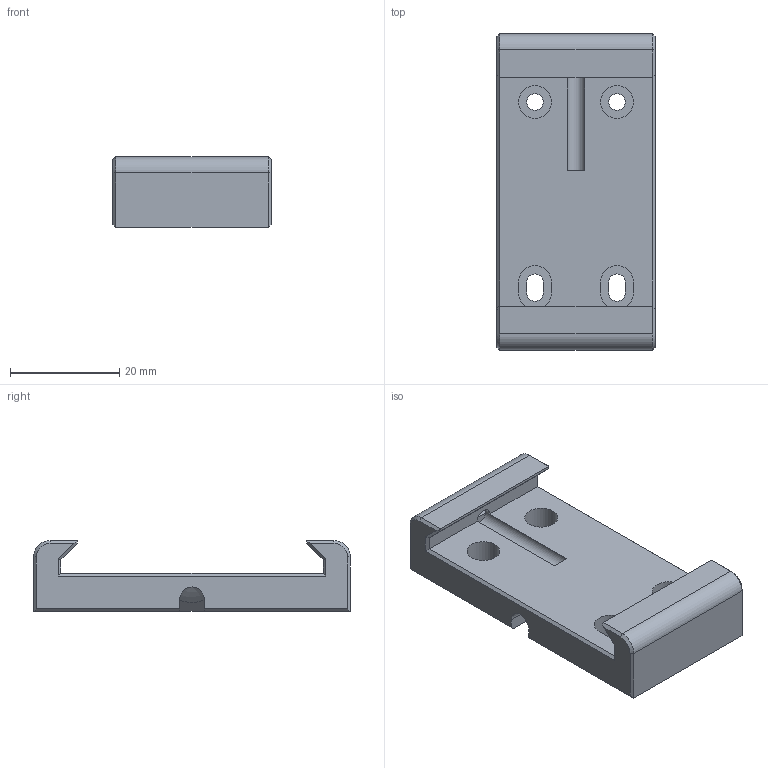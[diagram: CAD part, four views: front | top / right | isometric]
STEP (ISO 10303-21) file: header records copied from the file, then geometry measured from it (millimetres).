
FILE_DESCRIPTION(/* description */ (''),/* implementation_level */ '2;1');
FILE_NAME(/* name */ 'OBS-M-001 v16.step',/* time_stamp */ '2020-09-28T23:42:42+02:00',/* author */ (''),/* organization */ (''),/* preprocessor_version */ 'ST-DEVELOPER v18.1',/* originating_system */ 'Autodesk Translation Framework v9.3.0.1241',/* authorisation */ '');
FILE_SCHEMA (('AUTOMOTIVE_DESIGN { 1 0 10303 214 3 1 1 }'));
Length unit declared in the file: millimetre
Products named in the file (1): OBS-M-001
Bounding box: 29 x 58 x 13 mm (x, y, z)
Volume: 12198.9 mm3; surface area: 6325.7 mm2
Topology: 1 solids, 1 shells, 83 faces, 206 edges, 129 vertices
Faces by surface type: plane 61, cylinder 17, cone 4, bspline 1
Full cylindrical faces by diameter (mm): 3 x2, 3.2 x1, 6 x2
Entity records: 2545 total; most frequent: CARTESIAN_POINT 505, ORIENTED_EDGE 412, DIRECTION 406, EDGE_CURVE 206, LINE 162, VECTOR 162, VERTEX_POINT 129, AXIS2_PLACEMENT_3D 122
